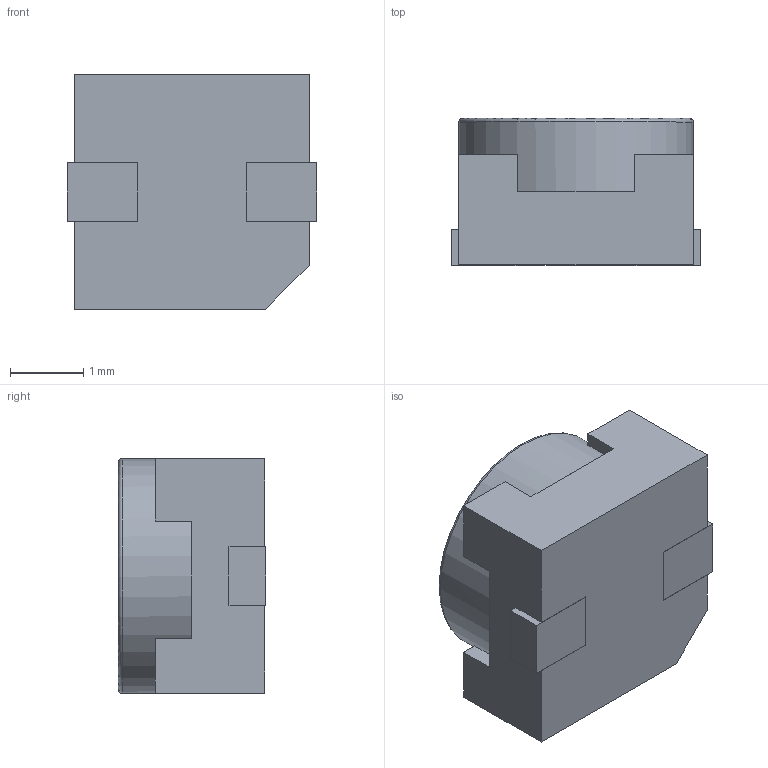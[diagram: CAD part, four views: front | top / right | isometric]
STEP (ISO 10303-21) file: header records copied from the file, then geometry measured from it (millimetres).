
FILE_DESCRIPTION(/* description */ (''),/* implementation_level */ '2;1');
FILE_NAME(/* name */ 'SMT-0340-T-R.ipt.step',/* time_stamp */ '2024-02-07T22:38:57-05:00',/* author */ ('mckenna'),/* organization */ (''),/* preprocessor_version */ 'ST-DEVELOPER v20',/* originating_system */ 'Autodesk Inventor 2024',/* authorisation */ '');
FILE_SCHEMA (('AUTOMOTIVE_DESIGN { 1 0 10303 214 3 1 1 }'));
Length unit declared in the file: millimetre
Products named in the file (1): SMT-0340-T-R
Bounding box: 3.4 x 2.01 x 3.2 mm (x, y, z)
Volume: 8.7 mm3; surface area: 75.7 mm2
Topology: 1 solids, 1 shells, 67 faces, 181 edges, 119 vertices
Faces by surface type: plane 56, cylinder 10, torus 1
Full cylindrical faces by diameter (mm): 1 x1, 2.9 x1, 3 x1, 3.2 x1
Entity records: 2132 total; most frequent: CARTESIAN_POINT 368, ORIENTED_EDGE 362, DIRECTION 351, EDGE_CURVE 181, LINE 147, VECTOR 147, VERTEX_POINT 119, AXIS2_PLACEMENT_3D 102
